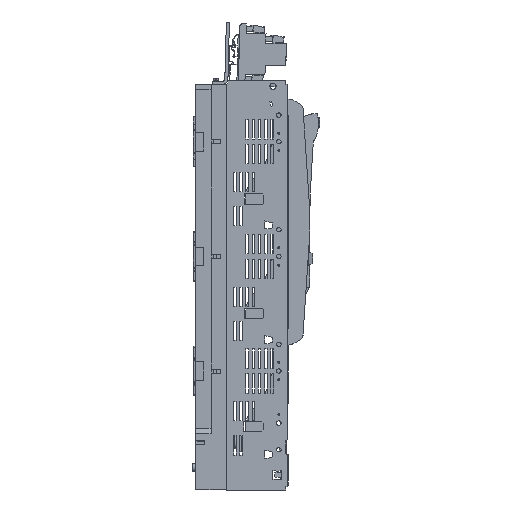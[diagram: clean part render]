
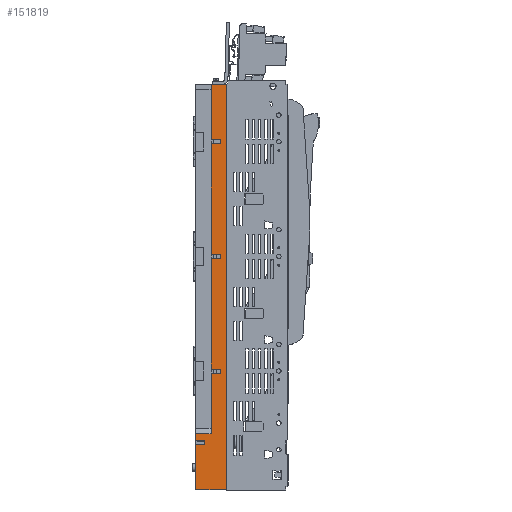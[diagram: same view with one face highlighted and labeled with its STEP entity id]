
A CAD part, left-side view. The second image highlights one B-rep face of the part: STEP entity #151819.
In plain terms, the highlighted planar face has unit normal (-1, 0, 0).
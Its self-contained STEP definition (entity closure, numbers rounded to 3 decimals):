
#151783=AXIS2_PLACEMENT_3D('Plane Axis2P3D',#151780,#151781,#151782) ;
#143238=CARTESIAN_POINT('Vertex',(-50.,-54.,277.064)) ;
#143241=CARTESIAN_POINT('Line Origine',(-50.,-54.,-49.75)) ;
#143245=CARTESIAN_POINT('Vertex',(-50.,-54.,-376.564)) ;
#145354=CARTESIAN_POINT('Vertex',(-50.,-4.,-376.564)) ;
#145357=CARTESIAN_POINT('Line Origine',(-50.,-4.,-340.097)) ;
#145361=CARTESIAN_POINT('Vertex',(-50.,-4.,-303.631)) ;
#145382=CARTESIAN_POINT('Vertex',(-50.,-4.,-297.369)) ;
#145385=CARTESIAN_POINT('Line Origine',(-50.,-4.,-291.714)) ;
#145389=CARTESIAN_POINT('Vertex',(-50.,-4.,-286.058)) ;
#146213=CARTESIAN_POINT('Vertex',(-50.,-29.,277.064)) ;
#146216=CARTESIAN_POINT('Line Origine',(-50.,-29.,277.064)) ;
#150257=CARTESIAN_POINT('Vertex',(-50.,-19.,-297.5)) ;
#150260=CARTESIAN_POINT('Line Origine',(-50.,-11.5,-297.435)) ;
#150955=CARTESIAN_POINT('Line Origine',(-50.,-29.,-376.564)) ;
#151324=CARTESIAN_POINT('Vertex',(-50.,-29.,188.216)) ;
#151329=CARTESIAN_POINT('Line Origine',(-50.,-29.,232.64)) ;
#151352=CARTESIAN_POINT('Vertex',(-50.,-29.,-286.058)) ;
#151355=CARTESIAN_POINT('Line Origine',(-50.,-29.,-237.137)) ;
#151359=CARTESIAN_POINT('Vertex',(-50.,-29.,-188.216)) ;
#151380=CARTESIAN_POINT('Vertex',(-50.,-29.,-181.784)) ;
#151383=CARTESIAN_POINT('Line Origine',(-50.,-29.,-92.5)) ;
#151387=CARTESIAN_POINT('Vertex',(-50.,-29.,-3.216)) ;
#151408=CARTESIAN_POINT('Vertex',(-50.,-29.,3.216)) ;
#151411=CARTESIAN_POINT('Line Origine',(-50.,-29.,92.5)) ;
#151415=CARTESIAN_POINT('Vertex',(-50.,-29.,181.784)) ;
#151489=CARTESIAN_POINT('Vertex',(-50.,-45.,-181.784)) ;
#151492=CARTESIAN_POINT('Line Origine',(-50.,-37.,-181.784)) ;
#151517=CARTESIAN_POINT('Line Origine',(-50.,-45.,-185.)) ;
#151521=CARTESIAN_POINT('Vertex',(-50.,-45.,-188.216)) ;
#151547=CARTESIAN_POINT('Line Origine',(-50.,-37.,-188.216)) ;
#151627=CARTESIAN_POINT('Vertex',(-50.,-19.,-303.631)) ;
#151630=CARTESIAN_POINT('Line Origine',(-50.,-19.,-300.565)) ;
#151660=CARTESIAN_POINT('Vertex',(-50.,-45.,188.216)) ;
#151663=CARTESIAN_POINT('Line Origine',(-50.,-37.,188.216)) ;
#151681=CARTESIAN_POINT('Line Origine',(-50.,-45.,185.)) ;
#151685=CARTESIAN_POINT('Vertex',(-50.,-45.,181.784)) ;
#151704=CARTESIAN_POINT('Line Origine',(-50.,-37.,181.784)) ;
#151722=CARTESIAN_POINT('Vertex',(-50.,-45.,3.216)) ;
#151725=CARTESIAN_POINT('Line Origine',(-50.,-37.,3.216)) ;
#151743=CARTESIAN_POINT('Line Origine',(-50.,-45.,0.)) ;
#151747=CARTESIAN_POINT('Vertex',(-50.,-45.,-3.216)) ;
#151766=CARTESIAN_POINT('Line Origine',(-50.,-37.,-3.216)) ;
#151780=CARTESIAN_POINT('Axis2P3D Location',(-50.,-4.,-49.981)) ;
#151785=CARTESIAN_POINT('Line Origine',(-50.,-29.,-286.058)) ;
#151790=CARTESIAN_POINT('Line Origine',(-50.,-29.,-303.631)) ;
#143242=DIRECTION('Vector Direction',(0.,0.,1.)) ;
#145358=DIRECTION('Vector Direction',(0.,0.,1.)) ;
#145386=DIRECTION('Vector Direction',(0.,0.,1.)) ;
#146217=DIRECTION('Vector Direction',(0.,1.,0.)) ;
#150261=DIRECTION('Vector Direction',(0.,-1.,-0.009)) ;
#150956=DIRECTION('Vector Direction',(0.,1.,0.)) ;
#151330=DIRECTION('Vector Direction',(0.,0.,-1.)) ;
#151356=DIRECTION('Vector Direction',(0.,0.,-1.)) ;
#151384=DIRECTION('Vector Direction',(0.,0.,-1.)) ;
#151412=DIRECTION('Vector Direction',(0.,0.,-1.)) ;
#151493=DIRECTION('Vector Direction',(0.,1.,0.)) ;
#151518=DIRECTION('Vector Direction',(0.,0.,-1.)) ;
#151548=DIRECTION('Vector Direction',(0.,1.,0.)) ;
#151631=DIRECTION('Vector Direction',(0.,0.,-1.)) ;
#151664=DIRECTION('Vector Direction',(0.,1.,0.)) ;
#151682=DIRECTION('Vector Direction',(0.,0.,-1.)) ;
#151705=DIRECTION('Vector Direction',(0.,1.,0.)) ;
#151726=DIRECTION('Vector Direction',(0.,1.,0.)) ;
#151744=DIRECTION('Vector Direction',(0.,0.,-1.)) ;
#151767=DIRECTION('Vector Direction',(0.,1.,0.)) ;
#151781=DIRECTION('Axis2P3D Direction',(1.,0.,0.)) ;
#151782=DIRECTION('Axis2P3D XDirection',(0.,0.,-1.)) ;
#151786=DIRECTION('Vector Direction',(0.,1.,0.)) ;
#151791=DIRECTION('Vector Direction',(0.,1.,0.)) ;
#143243=VECTOR('Line Direction',#143242,1.) ;
#145359=VECTOR('Line Direction',#145358,1.) ;
#145387=VECTOR('Line Direction',#145386,1.) ;
#146218=VECTOR('Line Direction',#146217,1.) ;
#150262=VECTOR('Line Direction',#150261,1.) ;
#150957=VECTOR('Line Direction',#150956,1.) ;
#151331=VECTOR('Line Direction',#151330,1.) ;
#151357=VECTOR('Line Direction',#151356,1.) ;
#151385=VECTOR('Line Direction',#151384,1.) ;
#151413=VECTOR('Line Direction',#151412,1.) ;
#151494=VECTOR('Line Direction',#151493,1.) ;
#151519=VECTOR('Line Direction',#151518,1.) ;
#151549=VECTOR('Line Direction',#151548,1.) ;
#151632=VECTOR('Line Direction',#151631,1.) ;
#151665=VECTOR('Line Direction',#151664,1.) ;
#151683=VECTOR('Line Direction',#151682,1.) ;
#151706=VECTOR('Line Direction',#151705,1.) ;
#151727=VECTOR('Line Direction',#151726,1.) ;
#151745=VECTOR('Line Direction',#151744,1.) ;
#151768=VECTOR('Line Direction',#151767,1.) ;
#151787=VECTOR('Line Direction',#151786,1.) ;
#151792=VECTOR('Line Direction',#151791,1.) ;
#151796=ORIENTED_EDGE('',*,*,#151770,.F.) ;
#151797=ORIENTED_EDGE('',*,*,#151389,.T.) ;
#151798=ORIENTED_EDGE('',*,*,#151496,.T.) ;
#151799=ORIENTED_EDGE('',*,*,#151523,.T.) ;
#151800=ORIENTED_EDGE('',*,*,#151551,.F.) ;
#151801=ORIENTED_EDGE('',*,*,#151361,.T.) ;
#151802=ORIENTED_EDGE('',*,*,#151789,.F.) ;
#151803=ORIENTED_EDGE('',*,*,#145391,.F.) ;
#151804=ORIENTED_EDGE('',*,*,#150264,.T.) ;
#151805=ORIENTED_EDGE('',*,*,#151634,.T.) ;
#151806=ORIENTED_EDGE('',*,*,#151794,.F.) ;
#151807=ORIENTED_EDGE('',*,*,#145363,.F.) ;
#151808=ORIENTED_EDGE('',*,*,#150959,.T.) ;
#151809=ORIENTED_EDGE('',*,*,#143247,.T.) ;
#151810=ORIENTED_EDGE('',*,*,#146220,.F.) ;
#151811=ORIENTED_EDGE('',*,*,#151333,.T.) ;
#151812=ORIENTED_EDGE('',*,*,#151667,.T.) ;
#151813=ORIENTED_EDGE('',*,*,#151687,.T.) ;
#151814=ORIENTED_EDGE('',*,*,#151708,.F.) ;
#151815=ORIENTED_EDGE('',*,*,#151417,.T.) ;
#151816=ORIENTED_EDGE('',*,*,#151729,.T.) ;
#151817=ORIENTED_EDGE('',*,*,#151749,.T.) ;
#151819=ADVANCED_FACE('804187_13_L_NH-Leistenunterteil Gr.2  L/SL2/W/3A/ES00',(#151818),#151784,.F.) ;
#143247=EDGE_CURVE('',#143246,#143239,#143244,.T.) ;
#145363=EDGE_CURVE('',#145355,#145362,#145360,.T.) ;
#145391=EDGE_CURVE('',#145383,#145390,#145388,.T.) ;
#146220=EDGE_CURVE('',#146214,#143239,#146219,.F.) ;
#150264=EDGE_CURVE('',#145383,#150258,#150263,.T.) ;
#150959=EDGE_CURVE('',#145355,#143246,#150958,.F.) ;
#151333=EDGE_CURVE('',#146214,#151325,#151332,.T.) ;
#151361=EDGE_CURVE('',#151360,#151353,#151358,.T.) ;
#151389=EDGE_CURVE('',#151388,#151381,#151386,.T.) ;
#151417=EDGE_CURVE('',#151416,#151409,#151414,.T.) ;
#151496=EDGE_CURVE('',#151381,#151490,#151495,.F.) ;
#151523=EDGE_CURVE('',#151490,#151522,#151520,.T.) ;
#151551=EDGE_CURVE('',#151360,#151522,#151550,.F.) ;
#151634=EDGE_CURVE('',#150258,#151628,#151633,.T.) ;
#151667=EDGE_CURVE('',#151325,#151661,#151666,.F.) ;
#151687=EDGE_CURVE('',#151661,#151686,#151684,.T.) ;
#151708=EDGE_CURVE('',#151416,#151686,#151707,.F.) ;
#151729=EDGE_CURVE('',#151409,#151723,#151728,.F.) ;
#151749=EDGE_CURVE('',#151723,#151748,#151746,.T.) ;
#151770=EDGE_CURVE('',#151388,#151748,#151769,.F.) ;
#151789=EDGE_CURVE('',#145390,#151353,#151788,.F.) ;
#151794=EDGE_CURVE('',#145362,#151628,#151793,.F.) ;
#151795=EDGE_LOOP('',(#151796,#151797,#151798,#151799,#151800,#151801,#151802,#151803,#151804,#151805,#151806,#151807,#151808,#151809,#151810,#151811,#151812,#151813,#151814,#151815,#151816,#151817)) ;
#151818=FACE_OUTER_BOUND('',#151795,.T.) ;
#143244=LINE('Line',#143241,#143243) ;
#145360=LINE('Line',#145357,#145359) ;
#145388=LINE('Line',#145385,#145387) ;
#146219=LINE('Line',#146216,#146218) ;
#150263=LINE('Line',#150260,#150262) ;
#150958=LINE('Line',#150955,#150957) ;
#151332=LINE('Line',#151329,#151331) ;
#151358=LINE('Line',#151355,#151357) ;
#151386=LINE('Line',#151383,#151385) ;
#151414=LINE('Line',#151411,#151413) ;
#151495=LINE('Line',#151492,#151494) ;
#151520=LINE('Line',#151517,#151519) ;
#151550=LINE('Line',#151547,#151549) ;
#151633=LINE('Line',#151630,#151632) ;
#151666=LINE('Line',#151663,#151665) ;
#151684=LINE('Line',#151681,#151683) ;
#151707=LINE('Line',#151704,#151706) ;
#151728=LINE('Line',#151725,#151727) ;
#151746=LINE('Line',#151743,#151745) ;
#151769=LINE('Line',#151766,#151768) ;
#151788=LINE('Line',#151785,#151787) ;
#151793=LINE('Line',#151790,#151792) ;
#151784=PLANE('Plane',#151783) ;
#143239=VERTEX_POINT('',#143238) ;
#143246=VERTEX_POINT('',#143245) ;
#145355=VERTEX_POINT('',#145354) ;
#145362=VERTEX_POINT('',#145361) ;
#145383=VERTEX_POINT('',#145382) ;
#145390=VERTEX_POINT('',#145389) ;
#146214=VERTEX_POINT('',#146213) ;
#150258=VERTEX_POINT('',#150257) ;
#151325=VERTEX_POINT('',#151324) ;
#151353=VERTEX_POINT('',#151352) ;
#151360=VERTEX_POINT('',#151359) ;
#151381=VERTEX_POINT('',#151380) ;
#151388=VERTEX_POINT('',#151387) ;
#151409=VERTEX_POINT('',#151408) ;
#151416=VERTEX_POINT('',#151415) ;
#151490=VERTEX_POINT('',#151489) ;
#151522=VERTEX_POINT('',#151521) ;
#151628=VERTEX_POINT('',#151627) ;
#151661=VERTEX_POINT('',#151660) ;
#151686=VERTEX_POINT('',#151685) ;
#151723=VERTEX_POINT('',#151722) ;
#151748=VERTEX_POINT('',#151747) ;
